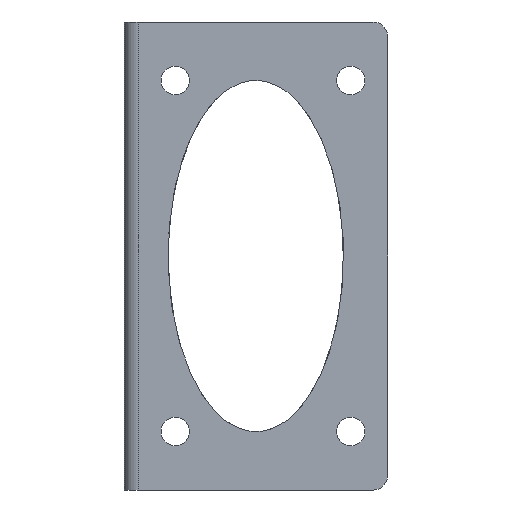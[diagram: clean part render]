
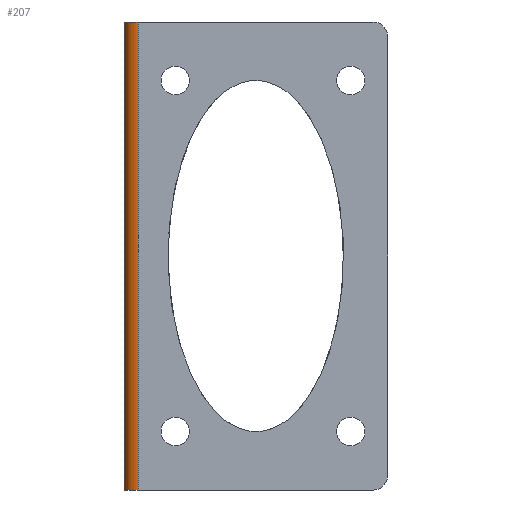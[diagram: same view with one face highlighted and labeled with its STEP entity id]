
A CAD part, left-side view. The second image highlights one B-rep face of the part: STEP entity #207.
In plain terms, the highlighted cylindrical face has radius 6.086 mm (diameter 12.172 mm), a partial arc.
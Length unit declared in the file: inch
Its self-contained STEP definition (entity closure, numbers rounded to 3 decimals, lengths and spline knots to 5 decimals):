
#23 = ORIENTED_EDGE ( 'NONE', *, *, #1062, .T. ) ;
#94 = AXIS2_PLACEMENT_3D ( 'NONE', #369, #1171, #1847 ) ;
#184 = CYLINDRICAL_SURFACE ( 'NONE', #94, 0.2396 ) ;
#207 = ADVANCED_FACE ( 'NONE', ( #1877 ), #184, .T. ) ;
#235 = CARTESIAN_POINT ( 'NONE',  ( -6.5, 2.0104, 8. ) ) ;
#293 = VERTEX_POINT ( 'NONE', #667 ) ;
#318 = CARTESIAN_POINT ( 'NONE',  ( -6.5, 2.0104, 0. ) ) ;
#328 = ORIENTED_EDGE ( 'NONE', *, *, #445, .F. ) ;
#356 = LINE ( 'NONE', #1015, #406 ) ;
#369 = CARTESIAN_POINT ( 'NONE',  ( -6.2604, 2.0104, 8. ) ) ;
#406 = VECTOR ( 'NONE', #1696, 39.37008 ) ;
#425 = EDGE_LOOP ( 'NONE', ( #907, #328, #1936, #23 ) ) ;
#445 = EDGE_CURVE ( 'NONE', #2050, #971, #1785, .T. ) ;
#543 = DIRECTION ( 'NONE',  ( 0., 0., 1. ) ) ;
#667 = CARTESIAN_POINT ( 'NONE',  ( -6.2604, 2.25, 8. ) ) ;
#760 = DIRECTION ( 'NONE',  ( 1., 0., 0. ) ) ;
#907 = ORIENTED_EDGE ( 'NONE', *, *, #1525, .T. ) ;
#967 = CIRCLE ( 'NONE', #1038, 0.2396 ) ;
#971 = VERTEX_POINT ( 'NONE', #318 ) ;
#1015 = CARTESIAN_POINT ( 'NONE',  ( -6.2604, 2.25, 8. ) ) ;
#1038 = AXIS2_PLACEMENT_3D ( 'NONE', #1624, #1636, #760 ) ;
#1062 = EDGE_CURVE ( 'NONE', #293, #2052, #356, .T. ) ;
#1063 = VECTOR ( 'NONE', #1794, 39.37008 ) ;
#1169 = EDGE_CURVE ( 'NONE', #293, #2050, #2034, .T. ) ;
#1171 = DIRECTION ( 'NONE',  ( 0., 0., -1. ) ) ;
#1253 = CARTESIAN_POINT ( 'NONE',  ( -6.2604, 2.25, 0. ) ) ;
#1398 = DIRECTION ( 'NONE',  ( 1., 0., 0. ) ) ;
#1453 = CARTESIAN_POINT ( 'NONE',  ( -6.5, 2.0104, 8. ) ) ;
#1525 = EDGE_CURVE ( 'NONE', #2052, #971, #967, .T. ) ;
#1624 = CARTESIAN_POINT ( 'NONE',  ( -6.2604, 2.0104, 0. ) ) ;
#1636 = DIRECTION ( 'NONE',  ( 0., 0., 1. ) ) ;
#1696 = DIRECTION ( 'NONE',  ( 0., 0., -1. ) ) ;
#1785 = LINE ( 'NONE', #1453, #1063 ) ;
#1794 = DIRECTION ( 'NONE',  ( 0., 0., -1. ) ) ;
#1818 = AXIS2_PLACEMENT_3D ( 'NONE', #2051, #543, #1398 ) ;
#1847 = DIRECTION ( 'NONE',  ( -1., 0., 0. ) ) ;
#1877 = FACE_OUTER_BOUND ( 'NONE', #425, .T. ) ;
#1936 = ORIENTED_EDGE ( 'NONE', *, *, #1169, .F. ) ;
#2034 = CIRCLE ( 'NONE', #1818, 0.2396 ) ;
#2050 = VERTEX_POINT ( 'NONE', #235 ) ;
#2051 = CARTESIAN_POINT ( 'NONE',  ( -6.2604, 2.0104, 8. ) ) ;
#2052 = VERTEX_POINT ( 'NONE', #1253 ) ;
